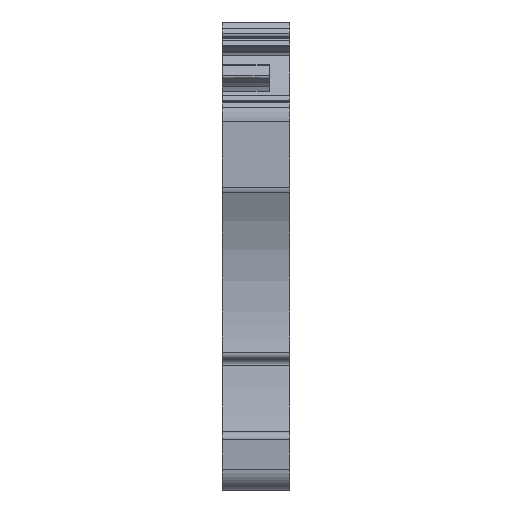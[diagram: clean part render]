
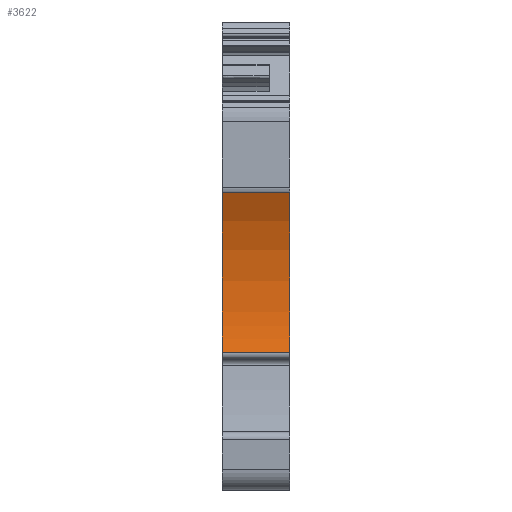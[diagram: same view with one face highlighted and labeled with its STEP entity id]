
A CAD part, front view. The second image highlights one B-rep face of the part: STEP entity #3622.
In plain terms, the highlighted cylindrical face has radius 20 mm (diameter 40 mm), a partial arc.
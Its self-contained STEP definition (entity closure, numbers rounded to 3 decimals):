
#3579=AXIS2_PLACEMENT_3D('Cylinder Axis2P3D',#3576,#3577,#3578) ;
#3583=AXIS2_PLACEMENT_3D('Circle Axis2P3D',#3581,#3582,$) ;
#3599=AXIS2_PLACEMENT_3D('Circle Axis2P3D',#3597,#3598,$) ;
#3606=AXIS2_PLACEMENT_3D('Circle Axis2P3D',#3604,#3605,$) ;
#3611=AXIS2_PLACEMENT_3D('Circle Axis2P3D',#3609,#3610,$) ;
#3554=CARTESIAN_POINT('Vertex',(0.,0.119,27.08)) ;
#3557=CARTESIAN_POINT('Line Origine',(3.05,0.119,27.08)) ;
#3561=CARTESIAN_POINT('Vertex',(6.1,0.119,27.08)) ;
#3576=CARTESIAN_POINT('Axis2P3D Location',(0.,-17.497,17.611)) ;
#3581=CARTESIAN_POINT('Axis2P3D Location',(0.,-17.497,17.611)) ;
#3585=CARTESIAN_POINT('Vertex',(0.,1.846,12.527)) ;
#3587=CARTESIAN_POINT('Vertex',(0.,2.453,16.2)) ;
#3590=CARTESIAN_POINT('Line Origine',(3.05,1.846,12.527)) ;
#3594=CARTESIAN_POINT('Vertex',(6.1,1.846,12.527)) ;
#3597=CARTESIAN_POINT('Axis2P3D Location',(6.1,-17.497,17.611)) ;
#3601=CARTESIAN_POINT('Vertex',(6.1,2.453,16.2)) ;
#3604=CARTESIAN_POINT('Axis2P3D Location',(6.1,-17.497,17.611)) ;
#3609=CARTESIAN_POINT('Axis2P3D Location',(0.,-17.497,17.611)) ;
#3558=DIRECTION('Vector Direction',(1.,0.,0.)) ;
#3577=DIRECTION('Axis2P3D Direction',(1.,0.,0.)) ;
#3578=DIRECTION('Axis2P3D XDirection',(0.,0.967,-0.254)) ;
#3582=DIRECTION('Axis2P3D Direction',(1.,0.,0.)) ;
#3591=DIRECTION('Vector Direction',(1.,0.,0.)) ;
#3598=DIRECTION('Axis2P3D Direction',(1.,0.,0.)) ;
#3605=DIRECTION('Axis2P3D Direction',(1.,0.,0.)) ;
#3610=DIRECTION('Axis2P3D Direction',(1.,0.,0.)) ;
#3559=VECTOR('Line Direction',#3558,1.) ;
#3592=VECTOR('Line Direction',#3591,1.) ;
#3615=ORIENTED_EDGE('',*,*,#3589,.F.) ;
#3616=ORIENTED_EDGE('',*,*,#3596,.T.) ;
#3617=ORIENTED_EDGE('',*,*,#3603,.T.) ;
#3618=ORIENTED_EDGE('',*,*,#3608,.T.) ;
#3619=ORIENTED_EDGE('',*,*,#3563,.F.) ;
#3620=ORIENTED_EDGE('',*,*,#3613,.F.) ;
#3622=ADVANCED_FACE('MLD',(#3621),#3580,.F.) ;
#3584=CIRCLE('generated circle',#3583,20.) ;
#3600=CIRCLE('generated circle',#3599,20.) ;
#3607=CIRCLE('generated circle',#3606,20.) ;
#3612=CIRCLE('generated circle',#3611,20.) ;
#3580=CYLINDRICAL_SURFACE('generated cylinder',#3579,20.) ;
#3563=EDGE_CURVE('',#3555,#3562,#3560,.T.) ;
#3589=EDGE_CURVE('',#3586,#3588,#3584,.T.) ;
#3596=EDGE_CURVE('',#3586,#3595,#3593,.T.) ;
#3603=EDGE_CURVE('',#3595,#3602,#3600,.T.) ;
#3608=EDGE_CURVE('',#3602,#3562,#3607,.T.) ;
#3613=EDGE_CURVE('',#3588,#3555,#3612,.T.) ;
#3614=EDGE_LOOP('',(#3615,#3616,#3617,#3618,#3619,#3620)) ;
#3621=FACE_OUTER_BOUND('',#3614,.T.) ;
#3560=LINE('Line',#3557,#3559) ;
#3593=LINE('Line',#3590,#3592) ;
#3555=VERTEX_POINT('',#3554) ;
#3562=VERTEX_POINT('',#3561) ;
#3586=VERTEX_POINT('',#3585) ;
#3588=VERTEX_POINT('',#3587) ;
#3595=VERTEX_POINT('',#3594) ;
#3602=VERTEX_POINT('',#3601) ;
